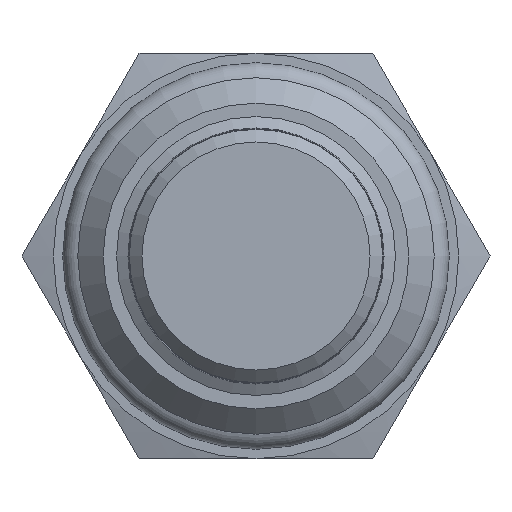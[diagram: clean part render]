
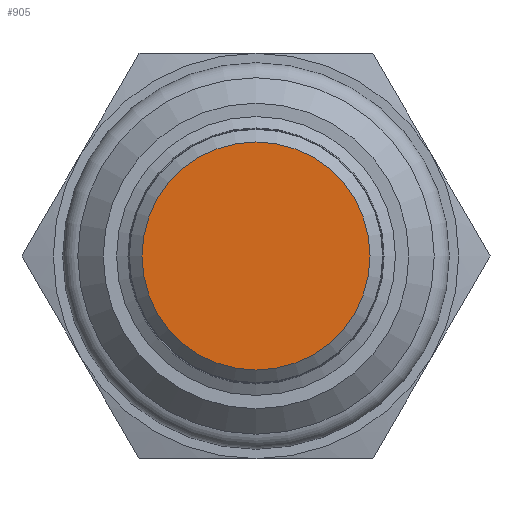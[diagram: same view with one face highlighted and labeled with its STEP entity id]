
A CAD part, front view. The second image highlights one B-rep face of the part: STEP entity #905.
In plain terms, the highlighted planar face has unit normal (0, -1, 0).
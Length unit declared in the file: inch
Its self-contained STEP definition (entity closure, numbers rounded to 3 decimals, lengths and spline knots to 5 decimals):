
#885=CARTESIAN_POINT('',(0.,-1.625,-0.28));
#886=VERTEX_POINT('',#885);
#887=CARTESIAN_POINT('',(0.0,-1.625,0.0));
#888=DIRECTION('',(0.0,1.0,0.0));
#889=DIRECTION('',(0.0,0.0,1.0));
#890=AXIS2_PLACEMENT_3D('',#887,#888,#889);
#891=CIRCLE('',#890,0.28);
#892=EDGE_CURVE('',#886,#886,#891,.T.);
#897=CARTESIAN_POINT('',(0.0,-1.625,0.0));
#898=DIRECTION('',(0.0,-1.0,0.0));
#899=DIRECTION('',(-1.0,0.0,0.0));
#900=AXIS2_PLACEMENT_3D('',#897,#898,#899);
#901=PLANE('',#900);
#902=ORIENTED_EDGE('',*,*,#892,.F.);
#903=EDGE_LOOP('',(#902));
#904=FACE_OUTER_BOUND('',#903,.T.);
#905=ADVANCED_FACE('',(#904),#901,.T.);
